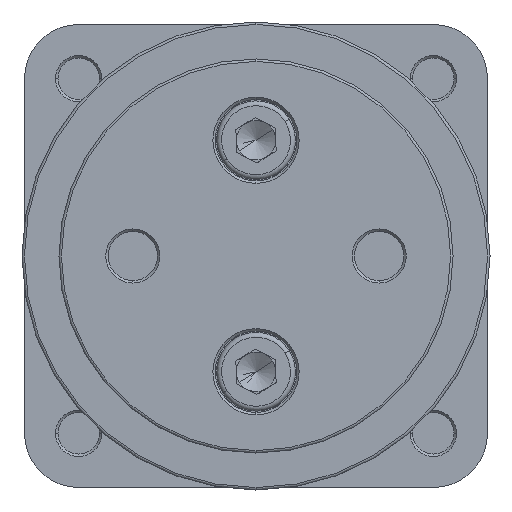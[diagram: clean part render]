
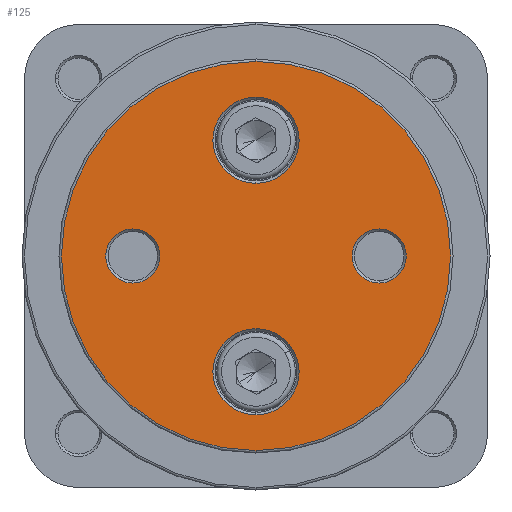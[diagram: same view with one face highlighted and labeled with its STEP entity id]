
A CAD part, left-side view. The second image highlights one B-rep face of the part: STEP entity #125.
In plain terms, the highlighted planar face has unit normal (-1, 0, 0).
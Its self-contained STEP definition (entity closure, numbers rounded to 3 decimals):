
#125 = ADVANCED_FACE ( 'NONE', ( #2747, #2750, #2752, #2754, #2748 ), #4464, .F. ) ;
#1509 = EDGE_CURVE ( 'NONE', #3185, #3117, #6404, .T. ) ;
#1521 = EDGE_CURVE ( 'NONE', #3178, #3164, #6422, .T. ) ;
#1537 = EDGE_CURVE ( 'NONE', #3175, #3183, #6443, .T. ) ;
#1539 = EDGE_CURVE ( 'NONE', #3184, #3141, #6445, .T. ) ;
#1583 = EDGE_CURVE ( 'NONE', #3124, #3167, #6510, .T. ) ;
#1590 = EDGE_CURVE ( 'NONE', #3167, #3124, #6521, .T. ) ;
#1606 = EDGE_CURVE ( 'NONE', #3141, #3184, #6547, .T. ) ;
#1634 = EDGE_CURVE ( 'NONE', #3183, #3175, #6584, .T. ) ;
#1675 = EDGE_CURVE ( 'NONE', #3164, #3178, #6647, .T. ) ;
#1701 = EDGE_CURVE ( 'NONE', #3117, #3185, #6687, .T. ) ;
#2237 = ORIENTED_EDGE ( 'NONE', *, *, #1509, .T. ) ;
#2238 = ORIENTED_EDGE ( 'NONE', *, *, #1701, .T. ) ;
#2239 = ORIENTED_EDGE ( 'NONE', *, *, #1521, .T. ) ;
#2240 = ORIENTED_EDGE ( 'NONE', *, *, #1675, .T. ) ;
#2241 = ORIENTED_EDGE ( 'NONE', *, *, #1539, .T. ) ;
#2242 = ORIENTED_EDGE ( 'NONE', *, *, #1606, .T. ) ;
#2243 = ORIENTED_EDGE ( 'NONE', *, *, #1590, .T. ) ;
#2244 = ORIENTED_EDGE ( 'NONE', *, *, #1583, .T. ) ;
#2245 = ORIENTED_EDGE ( 'NONE', *, *, #1634, .T. ) ;
#2246 = ORIENTED_EDGE ( 'NONE', *, *, #1537, .T. ) ;
#2628 = EDGE_LOOP ( 'NONE', ( #2238, #2237 ) ) ;
#2629 = EDGE_LOOP ( 'NONE', ( #2240, #2239 ) ) ;
#2630 = EDGE_LOOP ( 'NONE', ( #2244, #2243 ) ) ;
#2632 = EDGE_LOOP ( 'NONE', ( #2246, #2245 ) ) ;
#2641 = EDGE_LOOP ( 'NONE', ( #2242, #2241 ) ) ;
#2747 = FACE_OUTER_BOUND ( 'NONE', #2632, .T. ) ;
#2748 = FACE_BOUND ( 'NONE', #2628, .T. ) ;
#2750 = FACE_BOUND ( 'NONE', #2630, .T. ) ;
#2752 = FACE_BOUND ( 'NONE', #2641, .T. ) ;
#2754 = FACE_BOUND ( 'NONE', #2629, .T. ) ;
#3117 = VERTEX_POINT ( 'NONE', #7737 ) ;
#3124 = VERTEX_POINT ( 'NONE', #7744 ) ;
#3141 = VERTEX_POINT ( 'NONE', #7761 ) ;
#3164 = VERTEX_POINT ( 'NONE', #7784 ) ;
#3167 = VERTEX_POINT ( 'NONE', #7787 ) ;
#3175 = VERTEX_POINT ( 'NONE', #7795 ) ;
#3178 = VERTEX_POINT ( 'NONE', #7798 ) ;
#3183 = VERTEX_POINT ( 'NONE', #7803 ) ;
#3184 = VERTEX_POINT ( 'NONE', #7804 ) ;
#3185 = VERTEX_POINT ( 'NONE', #7805 ) ;
#3815 = AXIS2_PLACEMENT_3D ( 'NONE', #4440, #4466, #4467 ) ;
#4175 = AXIS2_PLACEMENT_3D ( 'NONE', #7052, #7055, #7056 ) ;
#4177 = AXIS2_PLACEMENT_3D ( 'NONE', #7081, #7082, #7083 ) ;
#4186 = AXIS2_PLACEMENT_3D ( 'NONE', #7123, #7124, #7125 ) ;
#4189 = AXIS2_PLACEMENT_3D ( 'NONE', #7129, #7130, #7131 ) ;
#4215 = AXIS2_PLACEMENT_3D ( 'NONE', #7237, #7243, #7244 ) ;
#4218 = AXIS2_PLACEMENT_3D ( 'NONE', #7260, #7262, #7263 ) ;
#4223 = AXIS2_PLACEMENT_3D ( 'NONE', #7296, #7297, #7298 ) ;
#4243 = AXIS2_PLACEMENT_3D ( 'NONE', #7363, #7372, #7373 ) ;
#4262 = AXIS2_PLACEMENT_3D ( 'NONE', #7468, #7474, #7475 ) ;
#4273 = AXIS2_PLACEMENT_3D ( 'NONE', #7531, #7537, #7538 ) ;
#4440 = CARTESIAN_POINT ( 'NONE',  ( 0., 0., 0. ) ) ;
#4464 = PLANE ( 'NONE',  #3815 ) ;
#4466 = DIRECTION ( 'NONE',  ( 1., 0., 0. ) ) ;
#4467 = DIRECTION ( 'NONE',  ( 0., 0., -1. ) ) ;
#6404 = CIRCLE ( 'NONE', #4175, 5.5 ) ;
#6422 = CIRCLE ( 'NONE', #4177, 5.5 ) ;
#6443 = CIRCLE ( 'NONE', #4186, 39.5 ) ;
#6445 = CIRCLE ( 'NONE', #4189, 8.75 ) ;
#6510 = CIRCLE ( 'NONE', #4215, 8.75 ) ;
#6521 = CIRCLE ( 'NONE', #4218, 8.75 ) ;
#6547 = CIRCLE ( 'NONE', #4223, 8.75 ) ;
#6584 = CIRCLE ( 'NONE', #4243, 39.5 ) ;
#6647 = CIRCLE ( 'NONE', #4262, 5.5 ) ;
#6687 = CIRCLE ( 'NONE', #4273, 5.5 ) ;
#7052 = CARTESIAN_POINT ( 'NONE',  ( 0., 25., 0. ) ) ;
#7055 = DIRECTION ( 'NONE',  ( 1., 0., 0. ) ) ;
#7056 = DIRECTION ( 'NONE',  ( 0., 0., -1. ) ) ;
#7081 = CARTESIAN_POINT ( 'NONE',  ( 0., -25., 0. ) ) ;
#7082 = DIRECTION ( 'NONE',  ( 1., 0., 0. ) ) ;
#7083 = DIRECTION ( 'NONE',  ( 0., 0., -1. ) ) ;
#7123 = CARTESIAN_POINT ( 'NONE',  ( 0., 0., 0. ) ) ;
#7124 = DIRECTION ( 'NONE',  ( -1., 0., 0. ) ) ;
#7125 = DIRECTION ( 'NONE',  ( 0., 0., -1. ) ) ;
#7129 = CARTESIAN_POINT ( 'NONE',  ( 0., 0., 23.5 ) ) ;
#7130 = DIRECTION ( 'NONE',  ( 1., 0., 0. ) ) ;
#7131 = DIRECTION ( 'NONE',  ( 0., 0., -1. ) ) ;
#7237 = CARTESIAN_POINT ( 'NONE',  ( 0., 0., -23.5 ) ) ;
#7243 = DIRECTION ( 'NONE',  ( 1., 0., 0. ) ) ;
#7244 = DIRECTION ( 'NONE',  ( 0., 0., -1. ) ) ;
#7260 = CARTESIAN_POINT ( 'NONE',  ( 0., 0., -23.5 ) ) ;
#7262 = DIRECTION ( 'NONE',  ( 1., 0., 0. ) ) ;
#7263 = DIRECTION ( 'NONE',  ( 0., 0., -1. ) ) ;
#7296 = CARTESIAN_POINT ( 'NONE',  ( 0., 0., 23.5 ) ) ;
#7297 = DIRECTION ( 'NONE',  ( 1., 0., 0. ) ) ;
#7298 = DIRECTION ( 'NONE',  ( 0., 0., -1. ) ) ;
#7363 = CARTESIAN_POINT ( 'NONE',  ( 0., 0., 0. ) ) ;
#7372 = DIRECTION ( 'NONE',  ( -1., 0., 0. ) ) ;
#7373 = DIRECTION ( 'NONE',  ( 0., 0., -1. ) ) ;
#7468 = CARTESIAN_POINT ( 'NONE',  ( 0., -25., 0. ) ) ;
#7474 = DIRECTION ( 'NONE',  ( 1., 0., 0. ) ) ;
#7475 = DIRECTION ( 'NONE',  ( 0., 0., -1. ) ) ;
#7531 = CARTESIAN_POINT ( 'NONE',  ( 0., 25., 0. ) ) ;
#7537 = DIRECTION ( 'NONE',  ( 1., 0., 0. ) ) ;
#7538 = DIRECTION ( 'NONE',  ( 0., 0., -1. ) ) ;
#7737 = CARTESIAN_POINT ( 'NONE',  ( 0., 25., 5.5 ) ) ;
#7744 = CARTESIAN_POINT ( 'NONE',  ( 0., 0., -14.75 ) ) ;
#7761 = CARTESIAN_POINT ( 'NONE',  ( 0., 0., 32.25 ) ) ;
#7784 = CARTESIAN_POINT ( 'NONE',  ( 0., -25., 5.5 ) ) ;
#7787 = CARTESIAN_POINT ( 'NONE',  ( 0., 0., -32.25 ) ) ;
#7795 = CARTESIAN_POINT ( 'NONE',  ( 0., 0., -39.5 ) ) ;
#7798 = CARTESIAN_POINT ( 'NONE',  ( 0., -25., -5.5 ) ) ;
#7803 = CARTESIAN_POINT ( 'NONE',  ( 0., 0., 39.5 ) ) ;
#7804 = CARTESIAN_POINT ( 'NONE',  ( 0., 0., 14.75 ) ) ;
#7805 = CARTESIAN_POINT ( 'NONE',  ( 0., 25., -5.5 ) ) ;
